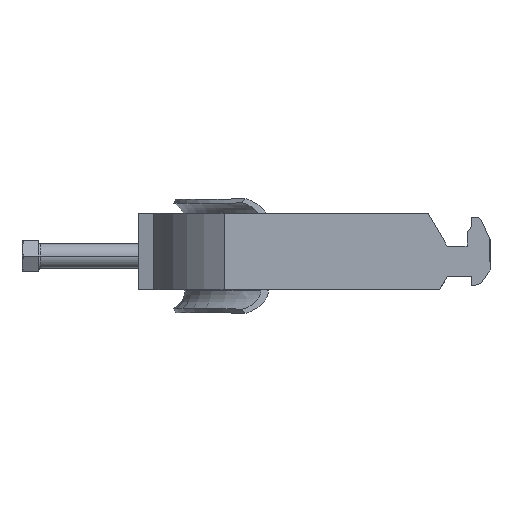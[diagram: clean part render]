
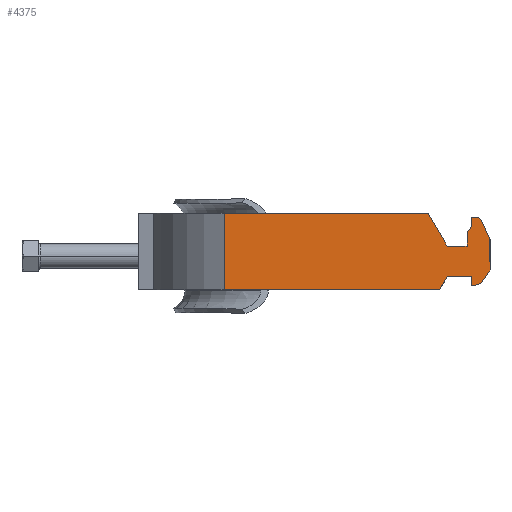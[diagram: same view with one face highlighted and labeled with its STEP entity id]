
A CAD part, left-side view. The second image highlights one B-rep face of the part: STEP entity #4375.
In plain terms, the highlighted planar face has unit normal (-1, 0, 0).
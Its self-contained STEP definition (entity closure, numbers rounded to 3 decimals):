
#51 = LINE ( 'NONE', #11040, #8664 ) ;
#150 = EDGE_CURVE ( 'NONE', #338, #10945, #51, .T. ) ;
#193 = VECTOR ( 'NONE', #3909, 1000. ) ;
#262 = VERTEX_POINT ( 'NONE', #8610 ) ;
#338 = VERTEX_POINT ( 'NONE', #7363 ) ;
#392 = LINE ( 'NONE', #1052, #10525 ) ;
#462 = CARTESIAN_POINT ( 'NONE',  ( -41., -110., -11.25 ) ) ;
#524 = LINE ( 'NONE', #4157, #10987 ) ;
#633 = DIRECTION ( 'NONE',  ( 0., 0., 1. ) ) ;
#692 = ORIENTED_EDGE ( 'NONE', *, *, #8692, .F. ) ;
#703 = EDGE_CURVE ( 'NONE', #4408, #10184, #9395, .T. ) ;
#753 = ORIENTED_EDGE ( 'NONE', *, *, #5313, .F. ) ;
#833 = DIRECTION ( 'NONE',  ( 0., 0., 1. ) ) ;
#843 = DIRECTION ( 'NONE',  ( 0., 1., 0. ) ) ;
#871 = CARTESIAN_POINT ( 'NONE',  ( -41., -101., 1.75 ) ) ;
#944 = EDGE_CURVE ( 'NONE', #6984, #6300, #3500, .T. ) ;
#1006 = ORIENTED_EDGE ( 'NONE', *, *, #8971, .F. ) ;
#1052 = CARTESIAN_POINT ( 'NONE',  ( -41., -147., -8.25 ) ) ;
#1075 = LINE ( 'NONE', #3526, #11676 ) ;
#1195 = LINE ( 'NONE', #6680, #6926 ) ;
#1271 = CARTESIAN_POINT ( 'NONE',  ( -41., -134.255, 21.424 ) ) ;
#1488 = CARTESIAN_POINT ( 'NONE',  ( -41., -28.063, -12.5 ) ) ;
#1624 = VERTEX_POINT ( 'NONE', #9313 ) ;
#1687 = ORIENTED_EDGE ( 'NONE', *, *, #6807, .F. ) ;
#1754 = CARTESIAN_POINT ( 'NONE',  ( -41., -107.5, 1.75 ) ) ;
#1908 = CARTESIAN_POINT ( 'NONE',  ( -41., -117.043, -0.838 ) ) ;
#1943 = CARTESIAN_POINT ( 'NONE',  ( -41., -109., -8.25 ) ) ;
#2089 = VECTOR ( 'NONE', #7701, 1000. ) ;
#2126 = EDGE_CURVE ( 'NONE', #10338, #1624, #8860, .T. ) ;
#2162 = VECTOR ( 'NONE', #11595, 1000. ) ;
#2222 = EDGE_CURVE ( 'NONE', #4408, #2939, #7377, .T. ) ;
#2258 = DIRECTION ( 'NONE',  ( 0., -0.766, -0.643 ) ) ;
#2436 = VERTEX_POINT ( 'NONE', #10028 ) ;
#2442 = DIRECTION ( 'NONE',  ( 0., 1., 0. ) ) ;
#2553 = ORIENTED_EDGE ( 'NONE', *, *, #7911, .F. ) ;
#2581 = VERTEX_POINT ( 'NONE', #9369 ) ;
#2683 = ORIENTED_EDGE ( 'NONE', *, *, #11327, .F. ) ;
#2790 = CARTESIAN_POINT ( 'NONE',  ( -41., -147., 12.5 ) ) ;
#2937 = VECTOR ( 'NONE', #2258, 1000. ) ;
#2939 = VERTEX_POINT ( 'NONE', #6739 ) ;
#3132 = EDGE_CURVE ( 'NONE', #1624, #9702, #10684, .T. ) ;
#3144 = DIRECTION ( 'NONE',  ( 1., 0., 0. ) ) ;
#3194 = CARTESIAN_POINT ( 'NONE',  ( -41., -107.845, -10.106 ) ) ;
#3500 = LINE ( 'NONE', #8687, #10948 ) ;
#3526 = CARTESIAN_POINT ( 'NONE',  ( -41., -109., 12.5 ) ) ;
#3695 = CARTESIAN_POINT ( 'NONE',  ( -41., -28.063, 12.5 ) ) ;
#3877 = VECTOR ( 'NONE', #843, 1000. ) ;
#3909 = DIRECTION ( 'NONE',  ( 0., -0.407, -0.914 ) ) ;
#3980 = FACE_OUTER_BOUND ( 'NONE', #9393, .T. ) ;
#4153 = DIRECTION ( 'NONE',  ( 0., 0.5, -0.866 ) ) ;
#4157 = CARTESIAN_POINT ( 'NONE',  ( -41., -109., 12.5 ) ) ;
#4244 = VECTOR ( 'NONE', #7936, 1000. ) ;
#4375 = ADVANCED_FACE ( 'NONE', ( #3980 ), #8690, .F. ) ;
#4408 = VERTEX_POINT ( 'NONE', #10391 ) ;
#4438 = ORIENTED_EDGE ( 'NONE', *, *, #2222, .T. ) ;
#4573 = EDGE_CURVE ( 'NONE', #2581, #11404, #10364, .T. ) ;
#4584 = LINE ( 'NONE', #3695, #5787 ) ;
#4707 = DIRECTION ( 'NONE',  ( 0., 0., 1. ) ) ;
#4764 = ORIENTED_EDGE ( 'NONE', *, *, #944, .F. ) ;
#5118 = VECTOR ( 'NONE', #5224, 1000. ) ;
#5224 = DIRECTION ( 'NONE',  ( 0., 0., -1. ) ) ;
#5258 = ORIENTED_EDGE ( 'NONE', *, *, #8398, .F. ) ;
#5313 = EDGE_CURVE ( 'NONE', #10945, #2581, #524, .T. ) ;
#5531 = DIRECTION ( 'NONE',  ( 0., 1., 0. ) ) ;
#5670 = ORIENTED_EDGE ( 'NONE', *, *, #11394, .F. ) ;
#5787 = VECTOR ( 'NONE', #833, 1000. ) ;
#5844 = CARTESIAN_POINT ( 'NONE',  ( -41., -147., 12.5 ) ) ;
#5890 = DIRECTION ( 'NONE',  ( 0., -0.5, -0.866 ) ) ;
#6149 = CARTESIAN_POINT ( 'NONE',  ( -41., -111., 11.25 ) ) ;
#6248 = CARTESIAN_POINT ( 'NONE',  ( -41., -115., -6.075 ) ) ;
#6300 = VERTEX_POINT ( 'NONE', #7301 ) ;
#6314 = VERTEX_POINT ( 'NONE', #1943 ) ;
#6334 = LINE ( 'NONE', #7166, #3877 ) ;
#6680 = CARTESIAN_POINT ( 'NONE',  ( -41., -149.704, 6.427 ) ) ;
#6739 = CARTESIAN_POINT ( 'NONE',  ( -41., -28.063, 12.5 ) ) ;
#6782 = LINE ( 'NONE', #10389, #2937 ) ;
#6807 = EDGE_CURVE ( 'NONE', #2436, #6314, #1075, .T. ) ;
#6866 = ORIENTED_EDGE ( 'NONE', *, *, #8221, .F. ) ;
#6883 = CARTESIAN_POINT ( 'NONE',  ( -41., -107.5, 12.5 ) ) ;
#6926 = VECTOR ( 'NONE', #7742, 1000. ) ;
#6984 = VERTEX_POINT ( 'NONE', #7603 ) ;
#7018 = ORIENTED_EDGE ( 'NONE', *, *, #4573, .F. ) ;
#7102 = LINE ( 'NONE', #10592, #4244 ) ;
#7114 = CARTESIAN_POINT ( 'NONE',  ( -41., -112.055, 10.365 ) ) ;
#7166 = CARTESIAN_POINT ( 'NONE',  ( -41., -147., -11.25 ) ) ;
#7215 = LINE ( 'NONE', #10054, #10321 ) ;
#7301 = CARTESIAN_POINT ( 'NONE',  ( -41., -98.546, -12.5 ) ) ;
#7363 = CARTESIAN_POINT ( 'NONE',  ( -41., -107.5, 6.108 ) ) ;
#7371 = ORIENTED_EDGE ( 'NONE', *, *, #8198, .F. ) ;
#7377 = LINE ( 'NONE', #2790, #10433 ) ;
#7603 = CARTESIAN_POINT ( 'NONE',  ( -41., -101., -8.25 ) ) ;
#7701 = DIRECTION ( 'NONE',  ( 0., -1., 0. ) ) ;
#7742 = DIRECTION ( 'NONE',  ( 0., 0.914, -0.407 ) ) ;
#7762 = ORIENTED_EDGE ( 'NONE', *, *, #3132, .F. ) ;
#7773 = LINE ( 'NONE', #6883, #9590 ) ;
#7911 = EDGE_CURVE ( 'NONE', #262, #8402, #1195, .T. ) ;
#7936 = DIRECTION ( 'NONE',  ( 0., 1., 0. ) ) ;
#7976 = VERTEX_POINT ( 'NONE', #1488 ) ;
#8139 = CARTESIAN_POINT ( 'NONE',  ( -41., -115., 12.5 ) ) ;
#8198 = EDGE_CURVE ( 'NONE', #10184, #11389, #7215, .T. ) ;
#8221 = EDGE_CURVE ( 'NONE', #7976, #2939, #4584, .T. ) ;
#8388 = DIRECTION ( 'NONE',  ( 0., -0.574, 0.819 ) ) ;
#8398 = EDGE_CURVE ( 'NONE', #11404, #10338, #6782, .T. ) ;
#8402 = VERTEX_POINT ( 'NONE', #462 ) ;
#8610 = CARTESIAN_POINT ( 'NONE',  ( -41., -112., -10.36 ) ) ;
#8664 = VECTOR ( 'NONE', #8388, 1000. ) ;
#8687 = CARTESIAN_POINT ( 'NONE',  ( -41., -121.485, 27.231 ) ) ;
#8690 = PLANE ( 'NONE',  #11584 ) ;
#8692 = EDGE_CURVE ( 'NONE', #6314, #6984, #392, .T. ) ;
#8860 = LINE ( 'NONE', #1908, #193 ) ;
#8971 = EDGE_CURVE ( 'NONE', #11389, #338, #7773, .T. ) ;
#8996 = DIRECTION ( 'NONE',  ( 0., -1., 0. ) ) ;
#9082 = CARTESIAN_POINT ( 'NONE',  ( -41., -109., 8.25 ) ) ;
#9313 = CARTESIAN_POINT ( 'NONE',  ( -41., -115., 3.75 ) ) ;
#9369 = CARTESIAN_POINT ( 'NONE',  ( -41., -109., 11.25 ) ) ;
#9393 = EDGE_LOOP ( 'NONE', ( #4764, #692, #1687, #5670, #2553, #2683, #7762, #10104, #5258, #7018, #753, #10879, #1006, #7371, #11471, #4438, #6866, #9713 ) ) ;
#9395 = LINE ( 'NONE', #3194, #10185 ) ;
#9416 = LINE ( 'NONE', #1271, #2162 ) ;
#9590 = VECTOR ( 'NONE', #10491, 1000. ) ;
#9702 = VERTEX_POINT ( 'NONE', #6248 ) ;
#9713 = ORIENTED_EDGE ( 'NONE', *, *, #11366, .F. ) ;
#10028 = CARTESIAN_POINT ( 'NONE',  ( -41., -109., -11.25 ) ) ;
#10054 = CARTESIAN_POINT ( 'NONE',  ( -41., -147., 1.75 ) ) ;
#10104 = ORIENTED_EDGE ( 'NONE', *, *, #2126, .F. ) ;
#10184 = VERTEX_POINT ( 'NONE', #871 ) ;
#10185 = VECTOR ( 'NONE', #5890, 1000. ) ;
#10319 = DIRECTION ( 'NONE',  ( 0., 1., 0. ) ) ;
#10321 = VECTOR ( 'NONE', #8996, 1000. ) ;
#10338 = VERTEX_POINT ( 'NONE', #7114 ) ;
#10364 = LINE ( 'NONE', #11142, #2089 ) ;
#10389 = CARTESIAN_POINT ( 'NONE',  ( -41., -131.51, -5.96 ) ) ;
#10391 = CARTESIAN_POINT ( 'NONE',  ( -41., -94.793, 12.5 ) ) ;
#10433 = VECTOR ( 'NONE', #5531, 1000. ) ;
#10491 = DIRECTION ( 'NONE',  ( 0., 0., 1. ) ) ;
#10525 = VECTOR ( 'NONE', #10319, 1000. ) ;
#10592 = CARTESIAN_POINT ( 'NONE',  ( -41., -147., -12.5 ) ) ;
#10684 = LINE ( 'NONE', #8139, #5118 ) ;
#10879 = ORIENTED_EDGE ( 'NONE', *, *, #150, .F. ) ;
#10945 = VERTEX_POINT ( 'NONE', #9082 ) ;
#10948 = VECTOR ( 'NONE', #4153, 1000. ) ;
#10987 = VECTOR ( 'NONE', #633, 1000. ) ;
#11040 = CARTESIAN_POINT ( 'NONE',  ( -41., -123.498, 28.956 ) ) ;
#11142 = CARTESIAN_POINT ( 'NONE',  ( -41., -147., 11.25 ) ) ;
#11327 = EDGE_CURVE ( 'NONE', #9702, #262, #9416, .T. ) ;
#11366 = EDGE_CURVE ( 'NONE', #6300, #7976, #7102, .T. ) ;
#11389 = VERTEX_POINT ( 'NONE', #1754 ) ;
#11394 = EDGE_CURVE ( 'NONE', #8402, #2436, #6334, .T. ) ;
#11404 = VERTEX_POINT ( 'NONE', #6149 ) ;
#11471 = ORIENTED_EDGE ( 'NONE', *, *, #703, .F. ) ;
#11584 = AXIS2_PLACEMENT_3D ( 'NONE', #5844, #3144, #2442 ) ;
#11595 = DIRECTION ( 'NONE',  ( 0., 0.574, -0.819 ) ) ;
#11676 = VECTOR ( 'NONE', #4707, 1000. ) ;
